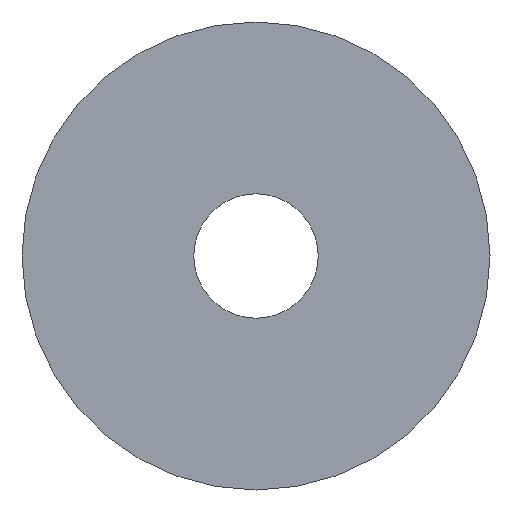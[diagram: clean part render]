
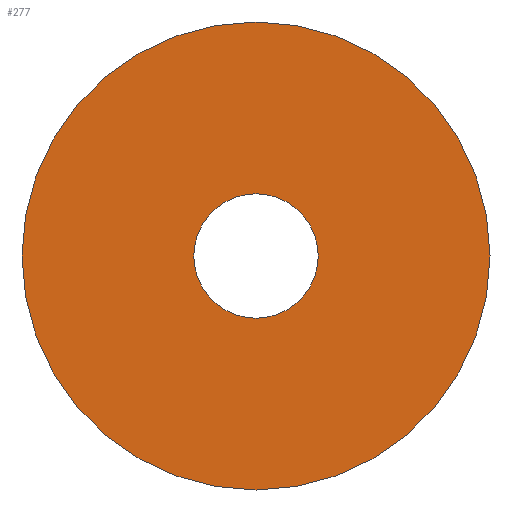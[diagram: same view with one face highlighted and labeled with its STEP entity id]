
A CAD part, front view. The second image highlights one B-rep face of the part: STEP entity #277.
In plain terms, the highlighted planar face has unit normal (0, -1, 0).
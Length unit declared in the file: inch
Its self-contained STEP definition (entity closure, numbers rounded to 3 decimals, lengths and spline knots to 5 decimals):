
#7 = ORIENTED_EDGE ( 'NONE', *, *, #203, .F. ) ;
#11 = EDGE_CURVE ( 'NONE', #25, #56, #231, .T. ) ;
#15 = CARTESIAN_POINT ( 'NONE',  ( 0., 0., 0.269 ) ) ;
#17 = CARTESIAN_POINT ( 'NONE',  ( 0., 0., -0.269 ) ) ;
#18 = CARTESIAN_POINT ( 'NONE',  ( 0., 0., 0. ) ) ;
#25 = VERTEX_POINT ( 'NONE', #152 ) ;
#28 = VERTEX_POINT ( 'NONE', #15 ) ;
#33 = EDGE_LOOP ( 'NONE', ( #304, #257 ) ) ;
#47 = CARTESIAN_POINT ( 'NONE',  ( 0., 0., 0. ) ) ;
#49 = PLANE ( 'NONE',  #323 ) ;
#52 = DIRECTION ( 'NONE',  ( 0., 1., 0. ) ) ;
#56 = VERTEX_POINT ( 'NONE', #88 ) ;
#63 = FACE_OUTER_BOUND ( 'NONE', #182, .T. ) ;
#69 = CIRCLE ( 'NONE', #119, 0.269 ) ;
#79 = DIRECTION ( 'NONE',  ( 0., 1., 0. ) ) ;
#81 = CARTESIAN_POINT ( 'NONE',  ( 0., 0., 0. ) ) ;
#88 = CARTESIAN_POINT ( 'NONE',  ( 0., 0., -0.0715 ) ) ;
#98 = DIRECTION ( 'NONE',  ( 0., 1., 0. ) ) ;
#102 = DIRECTION ( 'NONE',  ( 0., 0., 1. ) ) ;
#108 = DIRECTION ( 'NONE',  ( 0., 1., 0. ) ) ;
#119 = AXIS2_PLACEMENT_3D ( 'NONE', #123, #108, #102 ) ;
#123 = CARTESIAN_POINT ( 'NONE',  ( 0., 0., 0. ) ) ;
#124 = DIRECTION ( 'NONE',  ( 0., 0., 1. ) ) ;
#134 = EDGE_CURVE ( 'NONE', #56, #25, #279, .T. ) ;
#152 = CARTESIAN_POINT ( 'NONE',  ( 0., 0., 0.0715 ) ) ;
#182 = EDGE_LOOP ( 'NONE', ( #7, #204 ) ) ;
#203 = EDGE_CURVE ( 'NONE', #255, #28, #69, .T. ) ;
#204 = ORIENTED_EDGE ( 'NONE', *, *, #298, .F. ) ;
#207 = CIRCLE ( 'NONE', #325, 0.269 ) ;
#227 = FACE_BOUND ( 'NONE', #33, .T. ) ;
#231 = CIRCLE ( 'NONE', #254, 0.0715 ) ;
#245 = DIRECTION ( 'NONE',  ( 0., 0., 1. ) ) ;
#254 = AXIS2_PLACEMENT_3D ( 'NONE', #47, #79, #124 ) ;
#255 = VERTEX_POINT ( 'NONE', #17 ) ;
#257 = ORIENTED_EDGE ( 'NONE', *, *, #134, .T. ) ;
#273 = AXIS2_PLACEMENT_3D ( 'NONE', #283, #282, #280 ) ;
#277 = ADVANCED_FACE ( 'NONE', ( #227, #63 ), #49, .F. ) ;
#279 = CIRCLE ( 'NONE', #273, 0.0715 ) ;
#280 = DIRECTION ( 'NONE',  ( 0., 0., 1. ) ) ;
#282 = DIRECTION ( 'NONE',  ( 0., 1., 0. ) ) ;
#283 = CARTESIAN_POINT ( 'NONE',  ( 0., 0., 0. ) ) ;
#287 = DIRECTION ( 'NONE',  ( 0., 0., 1. ) ) ;
#298 = EDGE_CURVE ( 'NONE', #28, #255, #207, .T. ) ;
#304 = ORIENTED_EDGE ( 'NONE', *, *, #11, .T. ) ;
#323 = AXIS2_PLACEMENT_3D ( 'NONE', #18, #98, #287 ) ;
#325 = AXIS2_PLACEMENT_3D ( 'NONE', #81, #52, #245 ) ;
